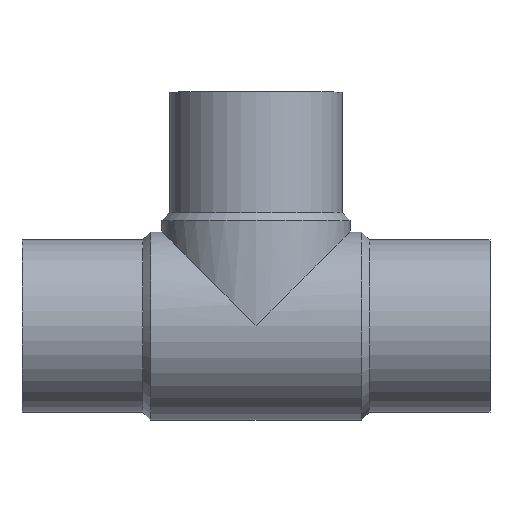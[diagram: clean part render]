
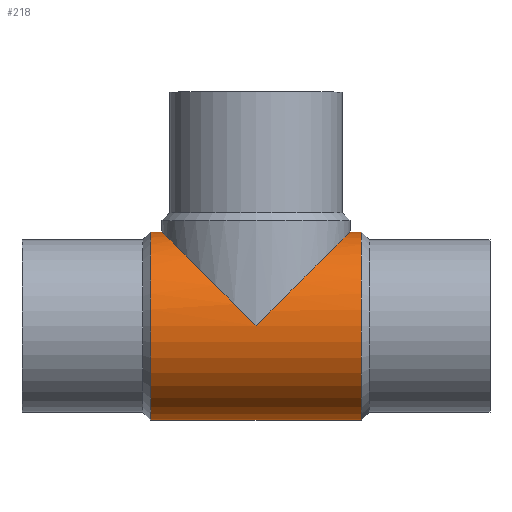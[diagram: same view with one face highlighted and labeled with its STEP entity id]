
A CAD part, top view. The second image highlights one B-rep face of the part: STEP entity #218.
In plain terms, the highlighted cylindrical face has radius 76.35 mm (diameter 152.7 mm), a partial arc.
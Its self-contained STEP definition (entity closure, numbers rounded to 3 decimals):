
#158 = VERTEX_POINT( '', #401 );
#162 = VERTEX_POINT( '', #405 );
#166 = VERTEX_POINT( '', #409 );
#192 = EDGE_CURVE( '', #166, #162, #435, .T. );
#206 = VERTEX_POINT( '', #450 );
#218 = ADVANCED_FACE( '', ( #462 ), #463, .T. );
#234 = EDGE_CURVE( '', #162, #270, #481, .T. );
#270 = VERTEX_POINT( '', #524 );
#298 = EDGE_CURVE( '', #158, #338, #554, .T. );
#306 = VERTEX_POINT( '', #563 );
#320 = EDGE_CURVE( '', #206, #306, #582, .T. );
#338 = VERTEX_POINT( '', #603 );
#342 = EDGE_CURVE( '', #166, #338, #608, .T. );
#346 = EDGE_CURVE( '', #306, #158, #612, .T. );
#356 = EDGE_CURVE( '', #270, #206, #623, .T. );
#401 = CARTESIAN_POINT( '', ( -266.35, 76.35, 0. ) );
#405 = CARTESIAN_POINT( '', ( -104.35, -76.35, 0. ) );
#409 = CARTESIAN_POINT( '', ( -275.65, -76.35, 0. ) );
#435 = LINE( '', #711, #712 );
#450 = CARTESIAN_POINT( '', ( -113.65, 76.35, 0. ) );
#462 = FACE_OUTER_BOUND( '', #750, .T. );
#463 = CYLINDRICAL_SURFACE( '', #751, 76.35 );
#481 = CIRCLE( '', #778, 76.35 );
#524 = CARTESIAN_POINT( '', ( -104.35, 76.35, 0. ) );
#554 = LINE( '', #869, #870 );
#563 = CARTESIAN_POINT( '', ( -190., 0., 76.35 ) );
#582 = ELLIPSE( '', #903, 107.975, 76.35 );
#603 = CARTESIAN_POINT( '', ( -275.65, 76.35, 0. ) );
#608 = CIRCLE( '', #931, 76.35 );
#612 = ELLIPSE( '', #938, 107.975, 76.35 );
#623 = LINE( '', #954, #955 );
#711 = CARTESIAN_POINT( '', ( -190., -76.35, 0. ) );
#712 = VECTOR( '', #1015, 1. );
#750 = EDGE_LOOP( '', ( #1039, #1040, #1041, #1042, #1043, #1044, #1045 ) );
#751 = AXIS2_PLACEMENT_3D( '', #1046, #1047, #1048 );
#778 = AXIS2_PLACEMENT_3D( '', #1076, #1077, #1078 );
#869 = CARTESIAN_POINT( '', ( -190., 76.35, 0. ) );
#870 = VECTOR( '', #1184, 1. );
#903 = AXIS2_PLACEMENT_3D( '', #1232, #1233, #1234 );
#931 = AXIS2_PLACEMENT_3D( '', #1262, #1263, #1264 );
#938 = AXIS2_PLACEMENT_3D( '', #1266, #1267, #1268 );
#954 = CARTESIAN_POINT( '', ( -190., 76.35, 0. ) );
#955 = VECTOR( '', #1285, 1. );
#1015 = DIRECTION( '', ( 1., 0., 0. ) );
#1039 = ORIENTED_EDGE( '', *, *, #356, .T. );
#1040 = ORIENTED_EDGE( '', *, *, #320, .T. );
#1041 = ORIENTED_EDGE( '', *, *, #346, .T. );
#1042 = ORIENTED_EDGE( '', *, *, #298, .T. );
#1043 = ORIENTED_EDGE( '', *, *, #342, .F. );
#1044 = ORIENTED_EDGE( '', *, *, #192, .T. );
#1045 = ORIENTED_EDGE( '', *, *, #234, .T. );
#1046 = CARTESIAN_POINT( '', ( -190., 0., 0. ) );
#1047 = DIRECTION( '', ( 1., 0., 0. ) );
#1048 = DIRECTION( '', ( 0., 1., 0. ) );
#1076 = CARTESIAN_POINT( '', ( -104.35, 0., 0. ) );
#1077 = DIRECTION( '', ( -1., 0., 0. ) );
#1078 = DIRECTION( '', ( 0., 1., 0. ) );
#1184 = DIRECTION( '', ( -1., 0., 0. ) );
#1232 = CARTESIAN_POINT( '', ( -190., 0., 0. ) );
#1233 = DIRECTION( '', ( 0.707, -0.707, 0. ) );
#1234 = DIRECTION( '', ( 0.707, 0.707, 0. ) );
#1262 = CARTESIAN_POINT( '', ( -275.65, 0., 0. ) );
#1263 = DIRECTION( '', ( -1., 0., 0. ) );
#1264 = DIRECTION( '', ( 0., 1., 0. ) );
#1266 = CARTESIAN_POINT( '', ( -190., 0., 0. ) );
#1267 = DIRECTION( '', ( -0.707, -0.707, 0. ) );
#1268 = DIRECTION( '', ( 0.707, -0.707, 0. ) );
#1285 = DIRECTION( '', ( -1., 0., 0. ) );
